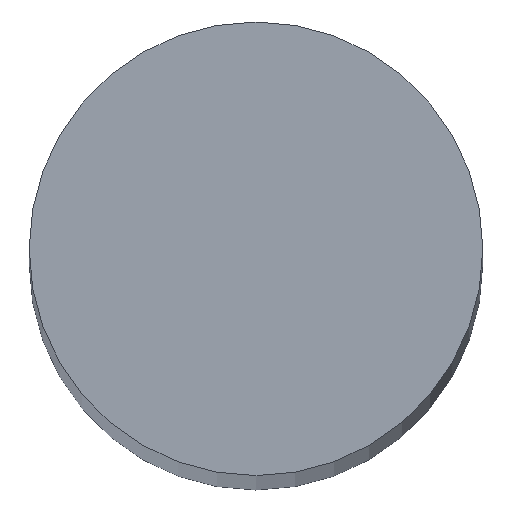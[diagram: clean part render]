
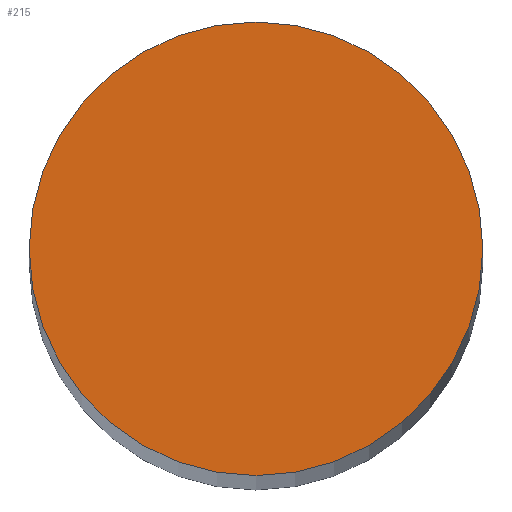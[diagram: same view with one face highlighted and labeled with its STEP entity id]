
A CAD part, top view. The second image highlights one B-rep face of the part: STEP entity #215.
In plain terms, the highlighted planar face has unit normal (0, 0, 1).
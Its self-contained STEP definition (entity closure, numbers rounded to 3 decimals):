
#56=FACE_OUTER_BOUND('',#342,.T.);
#215=ADVANCED_FACE('',(#56),#244,.T.);
#244=PLANE('',#721);
#342=EDGE_LOOP('',(#486));
#486=ORIENTED_EDGE('',*,*,#546,.T.);
#492=VERTEX_POINT('',#919);
#546=EDGE_CURVE('',#492,#492,#618,.T.);
#618=CIRCLE('',#670,20.);
#670=AXIS2_PLACEMENT_3D('',#918,#742,#743);
#721=AXIS2_PLACEMENT_3D('',#1072,#898,#899);
#742=DIRECTION('',(0.,0.,1.));
#743=DIRECTION('',(1.,0.,0.));
#898=DIRECTION('',(0.,0.,1.));
#899=DIRECTION('',(1.,0.,0.));
#918=CARTESIAN_POINT('',(0.,0.,40.));
#919=CARTESIAN_POINT('',(20.,0.,40.));
#1072=CARTESIAN_POINT('',(0.,0.,40.));
